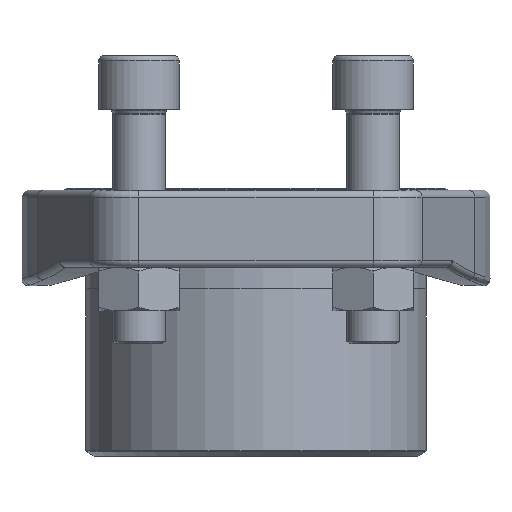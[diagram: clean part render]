
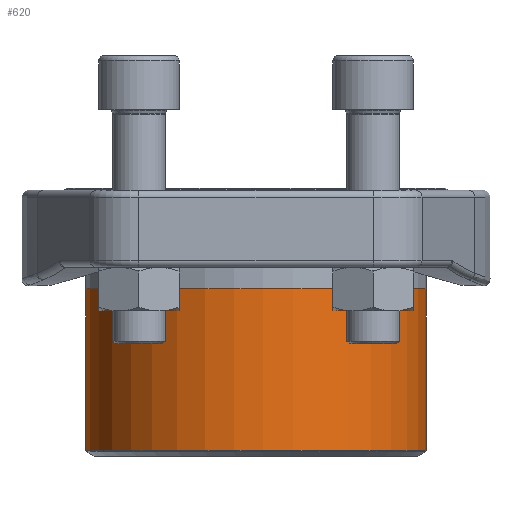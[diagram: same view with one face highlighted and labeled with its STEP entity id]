
A CAD part, left-side view. The second image highlights one B-rep face of the part: STEP entity #620.
In plain terms, the highlighted cylindrical face has radius 50.8 mm (diameter 101.6 mm), a full revolution.
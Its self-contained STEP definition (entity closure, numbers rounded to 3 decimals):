
#420=CYLINDRICAL_SURFACE('',#2320,50.8);
#487=FACE_BOUND('',#922,.T.);
#488=FACE_BOUND('',#923,.T.);
#620=ADVANCED_FACE('',(#487,#488),#420,.T.);
#922=EDGE_LOOP('',(#1250));
#923=EDGE_LOOP('',(#1251));
#1250=ORIENTED_EDGE('',*,*,#1882,.T.);
#1251=ORIENTED_EDGE('',*,*,#1883,.T.);
#1669=VERTEX_POINT('',#3527);
#1670=VERTEX_POINT('',#3529);
#1882=EDGE_CURVE('',#1669,#1669,#2101,.T.);
#1883=EDGE_CURVE('',#1670,#1670,#2102,.T.);
#2101=CIRCLE('',#2318,50.8);
#2102=CIRCLE('',#2319,50.8);
#2318=AXIS2_PLACEMENT_3D('',#3526,#2755,#2756);
#2319=AXIS2_PLACEMENT_3D('',#3528,#2757,#2758);
#2320=AXIS2_PLACEMENT_3D('',#3530,#2759,#2760);
#2755=DIRECTION('',(1.,0.,0.));
#2756=DIRECTION('',(0.,0.,-1.));
#2757=DIRECTION('',(-1.,0.,0.));
#2758=DIRECTION('',(0.,0.,-1.));
#2759=DIRECTION('',(-1.,0.,0.));
#2760=DIRECTION('',(0.,0.,1.));
#3526=CARTESIAN_POINT('',(30.002,0.,0.));
#3527=CARTESIAN_POINT('',(30.002,0.,-50.8));
#3528=CARTESIAN_POINT('',(78.326,0.,0.));
#3529=CARTESIAN_POINT('',(78.326,0.,-50.8));
#3530=CARTESIAN_POINT('',(0.,0.,0.));
